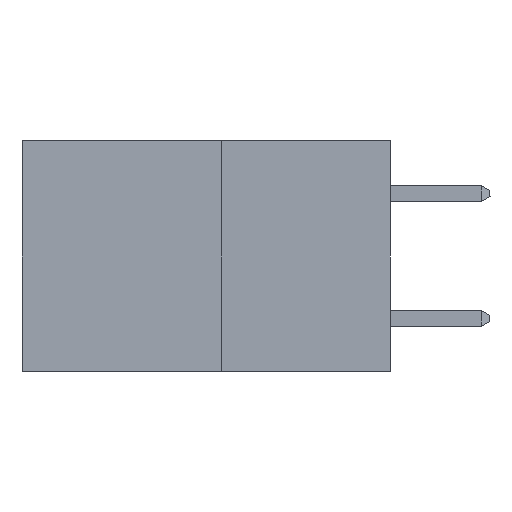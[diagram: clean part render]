
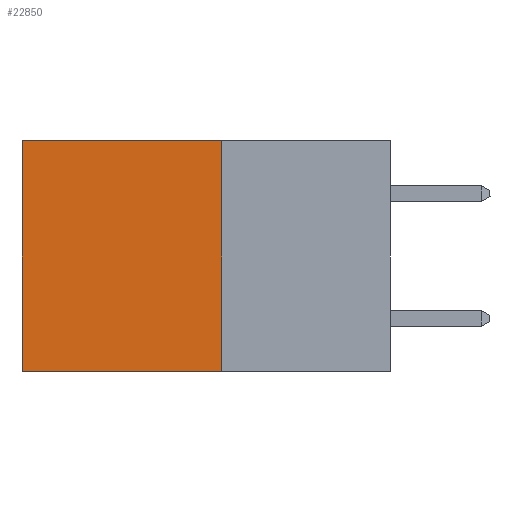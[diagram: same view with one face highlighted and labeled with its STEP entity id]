
A CAD part, left-side view. The second image highlights one B-rep face of the part: STEP entity #22850.
In plain terms, the highlighted planar face has unit normal (-1, 0, 0).
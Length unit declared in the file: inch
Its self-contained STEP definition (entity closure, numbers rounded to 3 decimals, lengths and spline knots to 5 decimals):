
#493 = DIRECTION ( 'NONE',  ( 0., 1., 0. ) ) ;
#886 = LINE ( 'NONE', #27735, #19933 ) ;
#1221 = AXIS2_PLACEMENT_3D ( 'NONE', #16428, #11876, #29218 ) ;
#1456 = ORIENTED_EDGE ( 'NONE', *, *, #20536, .F. ) ;
#1863 = ORIENTED_EDGE ( 'NONE', *, *, #12081, .F. ) ;
#2915 = EDGE_CURVE ( 'NONE', #23529, #31988, #23919, .T. ) ;
#3790 = CARTESIAN_POINT ( 'NONE',  ( 0.277, 0.27, 0. ) ) ;
#4943 = VECTOR ( 'NONE', #14588, 39.37008 ) ;
#6148 = DIRECTION ( 'NONE',  ( 0., 1., 0. ) ) ;
#7439 = VERTEX_POINT ( 'NONE', #9171 ) ;
#7758 = CARTESIAN_POINT ( 'NONE',  ( 0.277, 0.27, 0. ) ) ;
#7984 = VECTOR ( 'NONE', #14149, 39.37008 ) ;
#9171 = CARTESIAN_POINT ( 'NONE',  ( 0.277, 0.59, -0.37 ) ) ;
#9379 = PLANE ( 'NONE',  #1221 ) ;
#11876 = DIRECTION ( 'NONE',  ( 1., 0., 0. ) ) ;
#12040 = ORIENTED_EDGE ( 'NONE', *, *, #18961, .T. ) ;
#12081 = EDGE_CURVE ( 'NONE', #23529, #16597, #12324, .T. ) ;
#12324 = LINE ( 'NONE', #22146, #4943 ) ;
#14149 = DIRECTION ( 'NONE',  ( 0., 0., -1. ) ) ;
#14588 = DIRECTION ( 'NONE',  ( 0., 0., -1. ) ) ;
#16428 = CARTESIAN_POINT ( 'NONE',  ( 0.277, 0.27, -0.37 ) ) ;
#16479 = VECTOR ( 'NONE', #6148, 39.37008 ) ;
#16597 = VERTEX_POINT ( 'NONE', #22318 ) ;
#16680 = CARTESIAN_POINT ( 'NONE',  ( 0.277, 0.59, -0.37 ) ) ;
#18961 = EDGE_CURVE ( 'NONE', #31988, #7439, #20435, .T. ) ;
#19933 = VECTOR ( 'NONE', #493, 39.37008 ) ;
#20435 = LINE ( 'NONE', #16680, #7984 ) ;
#20536 = EDGE_CURVE ( 'NONE', #16597, #7439, #886, .T. ) ;
#21620 = EDGE_LOOP ( 'NONE', ( #12040, #1456, #1863, #24788 ) ) ;
#22146 = CARTESIAN_POINT ( 'NONE',  ( 0.277, 0.27, -0.37 ) ) ;
#22318 = CARTESIAN_POINT ( 'NONE',  ( 0.277, 0.27, -0.37 ) ) ;
#22850 = ADVANCED_FACE ( 'NONE', ( #30225 ), #9379, .F. ) ;
#23529 = VERTEX_POINT ( 'NONE', #7758 ) ;
#23919 = LINE ( 'NONE', #3790, #16479 ) ;
#24788 = ORIENTED_EDGE ( 'NONE', *, *, #2915, .T. ) ;
#27735 = CARTESIAN_POINT ( 'NONE',  ( 0.277, 0.27, -0.37 ) ) ;
#29218 = DIRECTION ( 'NONE',  ( 0., 0., -1. ) ) ;
#30225 = FACE_OUTER_BOUND ( 'NONE', #21620, .T. ) ;
#30620 = CARTESIAN_POINT ( 'NONE',  ( 0.277, 0.59, 0. ) ) ;
#31988 = VERTEX_POINT ( 'NONE', #30620 ) ;
